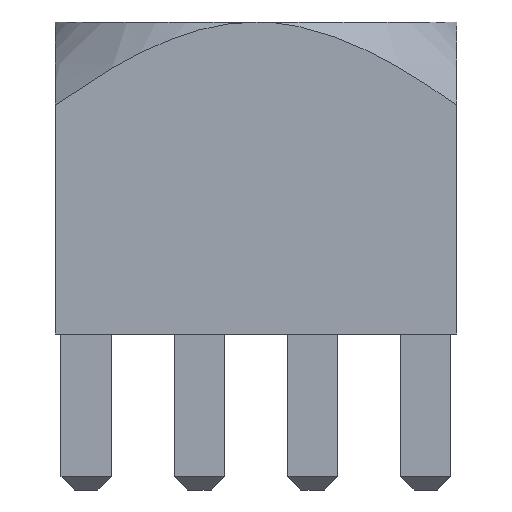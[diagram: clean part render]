
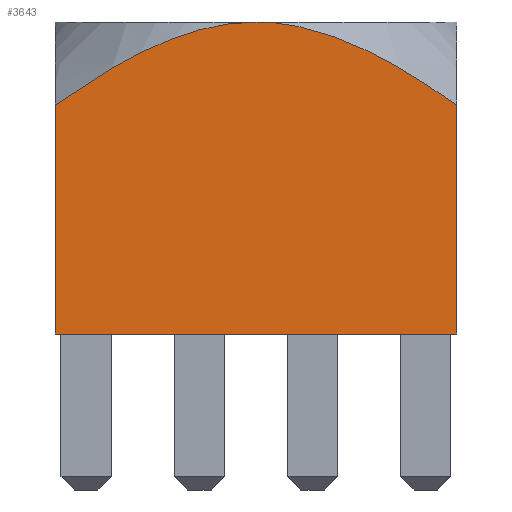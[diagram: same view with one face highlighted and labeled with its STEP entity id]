
A CAD part, front view. The second image highlights one B-rep face of the part: STEP entity #3643.
In plain terms, the highlighted planar face has unit normal (0, -1, 0).
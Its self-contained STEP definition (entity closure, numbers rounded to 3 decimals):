
#26=B_SPLINE_CURVE_WITH_KNOTS('',3,(#4734,#4735,#4736,#4737,#4738,#4739,
#4740,#4741,#4742,#4743,#4744),.UNSPECIFIED.,.F.,.F.,(4,1,1,1,1,1,1,1,4),
(0.,0.125,0.25,0.375,0.5,0.625,0.75,0.875,1.),.UNSPECIFIED.);
#30=B_SPLINE_CURVE_WITH_KNOTS('',3,(#4800,#4801,#4802,#4803,#4804,#4805,
#4806,#4807,#4808,#4809,#4810),.UNSPECIFIED.,.F.,.F.,(4,1,1,1,1,1,1,1,4),
(0.,0.125,0.25,0.375,0.5,0.625,0.75,0.875,1.),.UNSPECIFIED.);
#380=ORIENTED_EDGE('',*,*,#813,.F.);
#381=ORIENTED_EDGE('',*,*,#804,.T.);
#382=ORIENTED_EDGE('',*,*,#817,.T.);
#383=ORIENTED_EDGE('',*,*,#994,.T.);
#384=ORIENTED_EDGE('',*,*,#995,.T.);
#804=EDGE_CURVE('',#1136,#1137,#26,.T.);
#813=EDGE_CURVE('',#1136,#1145,#1355,.T.);
#817=EDGE_CURVE('',#1137,#1146,#30,.T.);
#994=EDGE_CURVE('',#1146,#1266,#1533,.T.);
#995=EDGE_CURVE('',#1266,#1145,#1534,.T.);
#1136=VERTEX_POINT('',#4731);
#1137=VERTEX_POINT('',#4733);
#1145=VERTEX_POINT('',#4784);
#1146=VERTEX_POINT('',#4799);
#1266=VERTEX_POINT('',#5167);
#1355=LINE('',#4783,#1683);
#1533=LINE('',#5166,#1861);
#1534=LINE('',#5168,#1862);
#1683=VECTOR('',#4018,1000.);
#1861=VECTOR('',#4320,1000.);
#1862=VECTOR('',#4321,1000.);
#2028=EDGE_LOOP('',(#380,#381,#382,#383,#384));
#2206=FACE_BOUND('',#2028,.T.);
#2379=PLANE('',#3812);
#3643=ADVANCED_FACE('',(#2206),#2379,.F.);
#3812=AXIS2_PLACEMENT_3D('',#5165,#4318,#4319);
#4018=DIRECTION('',(0.,0.,-1.));
#4318=DIRECTION('',(0.,1.,0.));
#4319=DIRECTION('',(1.,0.,0.));
#4320=DIRECTION('',(0.,0.,-1.));
#4321=DIRECTION('',(1.,0.,0.));
#4731=CARTESIAN_POINT('',(4.5,-4.5,5.136));
#4733=CARTESIAN_POINT('',(0.,-4.5,7.));
#4734=CARTESIAN_POINT('',(4.5,-4.5,5.136));
#4735=CARTESIAN_POINT('',(4.319,-4.5,5.264));
#4736=CARTESIAN_POINT('',(3.959,-4.5,5.509));
#4737=CARTESIAN_POINT('',(3.493,-4.5,5.809));
#4738=CARTESIAN_POINT('',(2.9,-4.5,6.152));
#4739=CARTESIAN_POINT('',(2.421,-4.5,6.398));
#4740=CARTESIAN_POINT('',(1.786,-4.5,6.668));
#4741=CARTESIAN_POINT('',(1.26,-4.5,6.838));
#4742=CARTESIAN_POINT('',(0.605,-4.5,6.974));
#4743=CARTESIAN_POINT('',(0.203,-4.5,7.));
#4744=CARTESIAN_POINT('',(0.,-4.5,7.));
#4783=CARTESIAN_POINT('',(4.5,-4.5,7.));
#4784=CARTESIAN_POINT('',(4.5,-4.5,0.));
#4799=CARTESIAN_POINT('',(-4.5,-4.5,5.136));
#4800=CARTESIAN_POINT('',(0.,-4.5,7.));
#4801=CARTESIAN_POINT('',(-0.201,-4.5,7.));
#4802=CARTESIAN_POINT('',(-0.599,-4.5,6.975));
#4803=CARTESIAN_POINT('',(-1.245,-4.5,6.842));
#4804=CARTESIAN_POINT('',(-1.776,-4.5,6.672));
#4805=CARTESIAN_POINT('',(-2.415,-4.5,6.401));
#4806=CARTESIAN_POINT('',(-2.895,-4.5,6.155));
#4807=CARTESIAN_POINT('',(-3.492,-4.5,5.81));
#4808=CARTESIAN_POINT('',(-3.958,-4.5,5.511));
#4809=CARTESIAN_POINT('',(-4.319,-4.5,5.264));
#4810=CARTESIAN_POINT('',(-4.5,-4.5,5.136));
#5165=CARTESIAN_POINT('',(-4.5,-4.5,7.));
#5166=CARTESIAN_POINT('',(-4.5,-4.5,7.));
#5167=CARTESIAN_POINT('',(-4.5,-4.5,0.));
#5168=CARTESIAN_POINT('',(-4.5,-4.5,0.));
